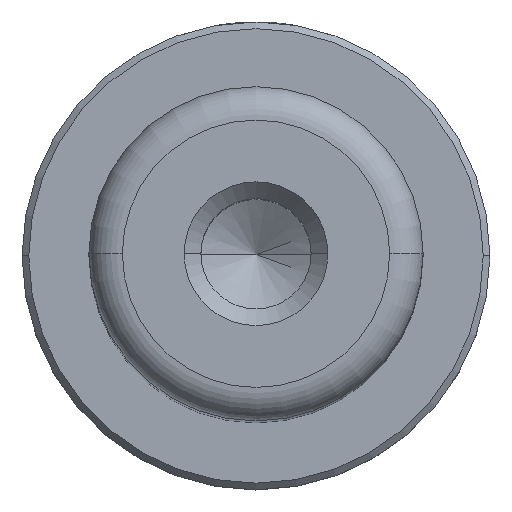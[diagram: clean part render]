
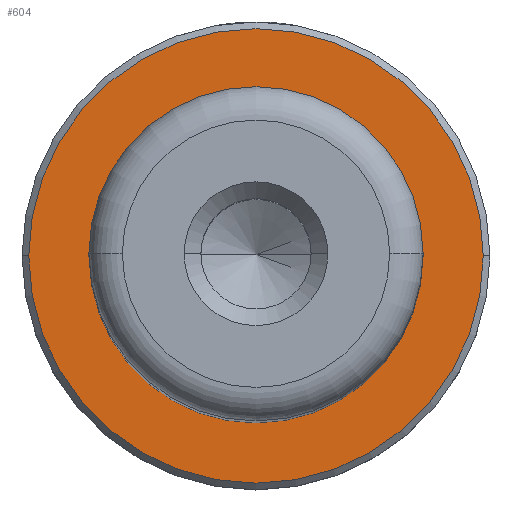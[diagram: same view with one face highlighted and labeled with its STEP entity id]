
A CAD part, top view. The second image highlights one B-rep face of the part: STEP entity #604.
In plain terms, the highlighted planar face has unit normal (0, 0, 1).
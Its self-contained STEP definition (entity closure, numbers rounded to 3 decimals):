
#40 = AXIS2_PLACEMENT_3D ( 'NONE', #734, #1819, #876 ) ;
#120 = CIRCLE ( 'NONE', #1827, 6.8 ) ;
#128 = AXIS2_PLACEMENT_3D ( 'NONE', #228, #1365, #411 ) ;
#150 = ORIENTED_EDGE ( 'NONE', *, *, #1986, .T. ) ;
#185 = AXIS2_PLACEMENT_3D ( 'NONE', #1223, #968, #1104 ) ;
#228 = CARTESIAN_POINT ( 'NONE',  ( 0., 0., 13. ) ) ;
#300 = DIRECTION ( 'NONE',  ( 1., 0., 0. ) ) ;
#323 = DIRECTION ( 'NONE',  ( 0., 0., 1. ) ) ;
#331 = CARTESIAN_POINT ( 'NONE',  ( 0., 0., 13. ) ) ;
#355 = CIRCLE ( 'NONE', #128, 4.5 ) ;
#411 = DIRECTION ( 'NONE',  ( -1., 0., 0. ) ) ;
#461 = VERTEX_POINT ( 'NONE', #1450 ) ;
#463 = VERTEX_POINT ( 'NONE', #1954 ) ;
#474 = EDGE_CURVE ( 'NONE', #1789, #491, #120, .T. ) ;
#491 = VERTEX_POINT ( 'NONE', #1957 ) ;
#520 = ORIENTED_EDGE ( 'NONE', *, *, #474, .T. ) ;
#604 = ADVANCED_FACE ( 'NONE', ( #1933, #1895 ), #1357, .T. ) ;
#628 = AXIS2_PLACEMENT_3D ( 'NONE', #331, #323, #300 ) ;
#659 = ORIENTED_EDGE ( 'NONE', *, *, #822, .T. ) ;
#734 = CARTESIAN_POINT ( 'NONE',  ( 0., 0., 13. ) ) ;
#822 = EDGE_CURVE ( 'NONE', #491, #1789, #1150, .T. ) ;
#876 = DIRECTION ( 'NONE',  ( -1., 0., 0. ) ) ;
#886 = EDGE_LOOP ( 'NONE', ( #659, #520 ) ) ;
#968 = DIRECTION ( 'NONE',  ( 0., 0., 1. ) ) ;
#1053 = ORIENTED_EDGE ( 'NONE', *, *, #1587, .T. ) ;
#1104 = DIRECTION ( 'NONE',  ( 1., 0., 0. ) ) ;
#1119 = DIRECTION ( 'NONE',  ( 1., 0., 0. ) ) ;
#1146 = DIRECTION ( 'NONE',  ( 0., 0., 1. ) ) ;
#1150 = CIRCLE ( 'NONE', #628, 6.8 ) ;
#1223 = CARTESIAN_POINT ( 'NONE',  ( 0., 0., 13. ) ) ;
#1292 = CIRCLE ( 'NONE', #40, 4.5 ) ;
#1357 = PLANE ( 'NONE',  #185 ) ;
#1365 = DIRECTION ( 'NONE',  ( 0., 0., -1. ) ) ;
#1450 = CARTESIAN_POINT ( 'NONE',  ( -4.5, 0., 13. ) ) ;
#1587 = EDGE_CURVE ( 'NONE', #463, #461, #355, .T. ) ;
#1595 = CARTESIAN_POINT ( 'NONE',  ( 6.8, 0., 13. ) ) ;
#1658 = EDGE_LOOP ( 'NONE', ( #150, #1053 ) ) ;
#1789 = VERTEX_POINT ( 'NONE', #1595 ) ;
#1819 = DIRECTION ( 'NONE',  ( 0., 0., -1. ) ) ;
#1827 = AXIS2_PLACEMENT_3D ( 'NONE', #2006, #1146, #1119 ) ;
#1895 = FACE_BOUND ( 'NONE', #1658, .T. ) ;
#1933 = FACE_OUTER_BOUND ( 'NONE', #886, .T. ) ;
#1954 = CARTESIAN_POINT ( 'NONE',  ( 4.5, 0., 13. ) ) ;
#1957 = CARTESIAN_POINT ( 'NONE',  ( -6.8, 0., 13. ) ) ;
#1986 = EDGE_CURVE ( 'NONE', #461, #463, #1292, .T. ) ;
#2006 = CARTESIAN_POINT ( 'NONE',  ( 0., 0., 13. ) ) ;
